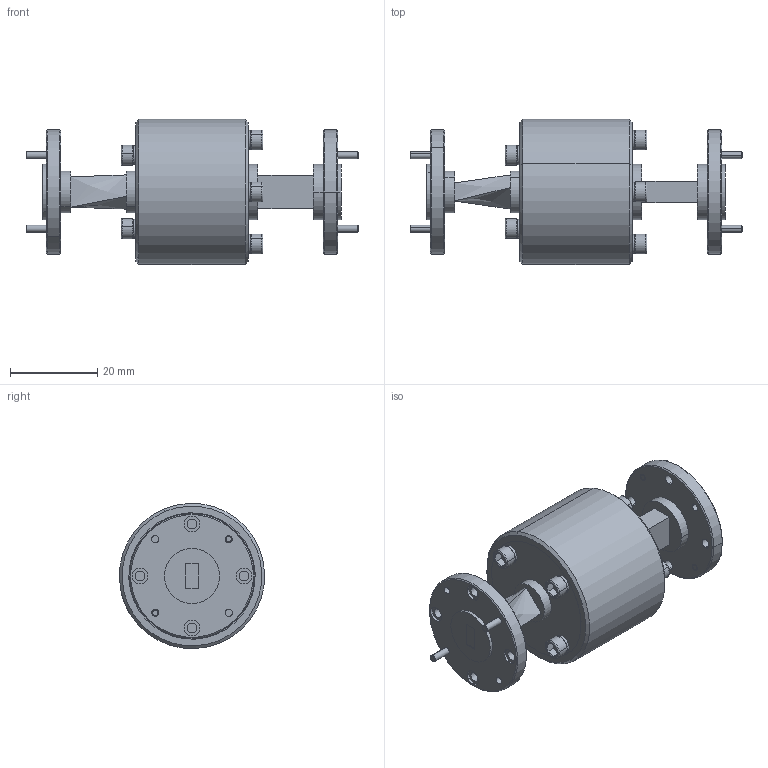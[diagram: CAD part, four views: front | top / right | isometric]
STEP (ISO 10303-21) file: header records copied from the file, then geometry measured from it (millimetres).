
FILE_DESCRIPTION (( 'STEP AP203' ), '1' );
FILE_NAME ('DEFEATURED STF-22-S1.STEP', '2021-01-07T00:01:16', ( '' ), ( '' ), 'SwSTEP 2.0', 'SolidWorks 2020', '' );
FILE_SCHEMA (( 'CONFIG_CONTROL_DESIGN' ));
Length unit declared in the file: inch
Products named in the file (1): DEFEATURED STF-22-S1
Bounding box: 76.02 x 33.23 x 33.23 mm (x, y, z)
Volume: 28540.5 mm3; surface area: 9373.3 mm2
Topology: 5 solids, 5 shells, 416 faces, 973 edges, 607 vertices
Faces by surface type: cylinder 180, plane 157, cone 59, torus 16, bspline 4
Entity records: 12104 total; most frequent: CARTESIAN_POINT 2363, DIRECTION 2084, ORIENTED_EDGE 1946, EDGE_CURVE 973, AXIS2_PLACEMENT_3D 785, VERTEX_POINT 607, LINE 514, VECTOR 514
